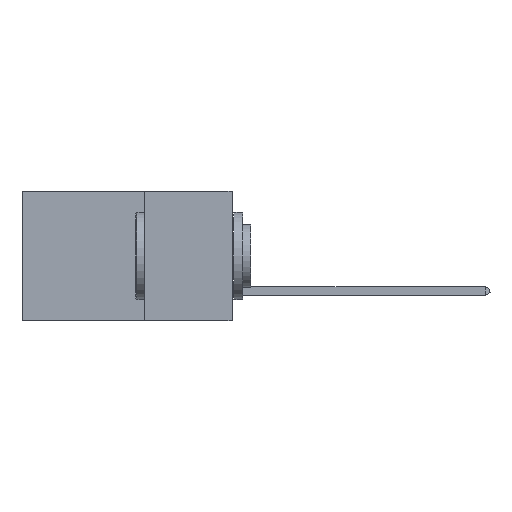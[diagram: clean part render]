
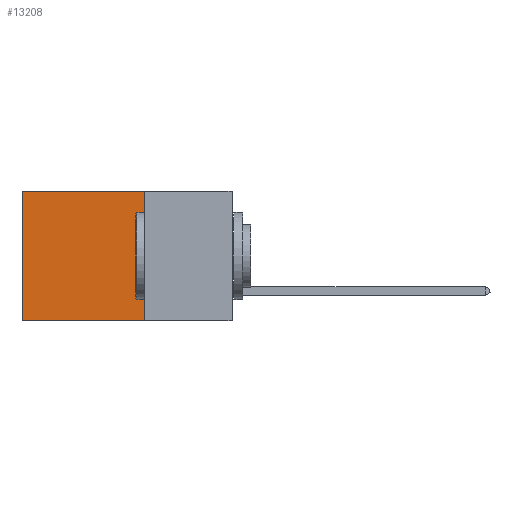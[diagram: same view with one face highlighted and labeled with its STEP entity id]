
A CAD part, left-side view. The second image highlights one B-rep face of the part: STEP entity #13208.
In plain terms, the highlighted planar face has unit normal (-1, 0, 0).
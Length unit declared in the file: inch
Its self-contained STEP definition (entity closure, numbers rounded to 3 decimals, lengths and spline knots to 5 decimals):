
#1220 = EDGE_LOOP ( 'NONE', ( #8962, #3062, #4003, #16312 ) ) ;
#1434 = DIRECTION ( 'NONE',  ( 0., 0., -1. ) ) ;
#1748 = CARTESIAN_POINT ( 'NONE',  ( 0.2875, 0.25, 0. ) ) ;
#1826 = LINE ( 'NONE', #15646, #11226 ) ;
#2299 = DIRECTION ( 'NONE',  ( 0., 1., 0. ) ) ;
#3062 = ORIENTED_EDGE ( 'NONE', *, *, #8412, .F. ) ;
#3741 = CARTESIAN_POINT ( 'NONE',  ( 0.2875, 0.25, 0. ) ) ;
#4003 = ORIENTED_EDGE ( 'NONE', *, *, #5762, .F. ) ;
#4044 = DIRECTION ( 'NONE',  ( 0., 0., -1. ) ) ;
#4113 = CARTESIAN_POINT ( 'NONE',  ( 0.2875, 0.25, 0. ) ) ;
#5557 = CARTESIAN_POINT ( 'NONE',  ( 0.2875, 0.6, -0.37 ) ) ;
#5762 = EDGE_CURVE ( 'NONE', #12142, #5813, #1826, .T. ) ;
#5813 = VERTEX_POINT ( 'NONE', #6010 ) ;
#5981 = FACE_OUTER_BOUND ( 'NONE', #1220, .T. ) ;
#6010 = CARTESIAN_POINT ( 'NONE',  ( 0.2875, 0.25, -0.37 ) ) ;
#6387 = DIRECTION ( 'NONE',  ( 0., 1., 0. ) ) ;
#7513 = CARTESIAN_POINT ( 'NONE',  ( 0.2875, 0.25, -0.37 ) ) ;
#7527 = LINE ( 'NONE', #3741, #10336 ) ;
#8388 = VERTEX_POINT ( 'NONE', #12614 ) ;
#8412 = EDGE_CURVE ( 'NONE', #5813, #11571, #13954, .T. ) ;
#8558 = EDGE_CURVE ( 'NONE', #12142, #8388, #7527, .T. ) ;
#8962 = ORIENTED_EDGE ( 'NONE', *, *, #15520, .T. ) ;
#9275 = DIRECTION ( 'NONE',  ( 1., 0., 0. ) ) ;
#10301 = AXIS2_PLACEMENT_3D ( 'NONE', #4113, #9275, #13062 ) ;
#10336 = VECTOR ( 'NONE', #6387, 39.37008 ) ;
#10342 = LINE ( 'NONE', #15391, #14776 ) ;
#11226 = VECTOR ( 'NONE', #4044, 39.37008 ) ;
#11571 = VERTEX_POINT ( 'NONE', #5557 ) ;
#11820 = PLANE ( 'NONE',  #10301 ) ;
#12142 = VERTEX_POINT ( 'NONE', #1748 ) ;
#12614 = CARTESIAN_POINT ( 'NONE',  ( 0.2875, 0.6, 0. ) ) ;
#13062 = DIRECTION ( 'NONE',  ( 0., 0., -1. ) ) ;
#13208 = ADVANCED_FACE ( 'NONE', ( #5981 ), #11820, .F. ) ;
#13954 = LINE ( 'NONE', #7513, #15162 ) ;
#14776 = VECTOR ( 'NONE', #1434, 39.37008 ) ;
#15162 = VECTOR ( 'NONE', #2299, 39.37008 ) ;
#15391 = CARTESIAN_POINT ( 'NONE',  ( 0.2875, 0.6, 0. ) ) ;
#15520 = EDGE_CURVE ( 'NONE', #8388, #11571, #10342, .T. ) ;
#15646 = CARTESIAN_POINT ( 'NONE',  ( 0.2875, 0.25, 0. ) ) ;
#16312 = ORIENTED_EDGE ( 'NONE', *, *, #8558, .T. ) ;
